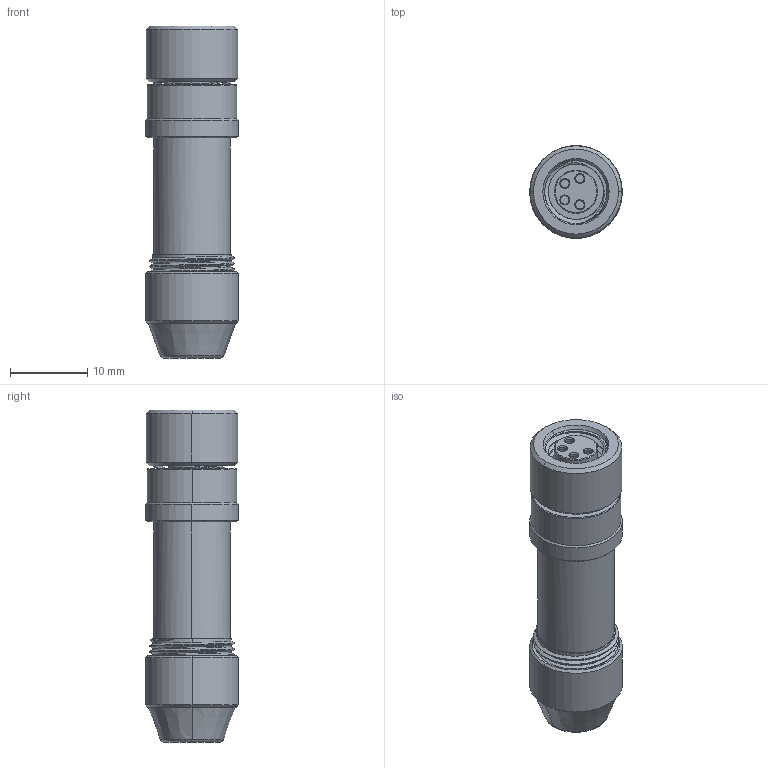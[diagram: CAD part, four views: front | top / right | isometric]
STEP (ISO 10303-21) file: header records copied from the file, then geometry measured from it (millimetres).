
FILE_DESCRIPTION((''),'2;1');
FILE_NAME('3D_1620044232001_M8-FST04-T-D5-','2024-01-16T',('12524'),(''),'PRO/ENGINEER BY PARAMETRIC TECHNOLOGY CORPORATION, 2012480','PRO/ENGINEER BY PARAMETRIC TECHNOLOGY CORPORATION, 2012480','');
FILE_SCHEMA(('CONFIG_CONTROL_DESIGN'));
Length unit declared in the file: millimetre
Products named in the file (1): 3D_1620044232001_M8-FST04-T-D5-
Bounding box: 12 x 12 x 43 mm (x, y, z)
Volume: 3847.6 mm3; surface area: 2228.6 mm2
Topology: 1 solids, 2 shells, 142 faces, 377 edges, 253 vertices
Faces by surface type: cone 40, cylinder 40, bspline 35, plane 22, torus 4, extrusion 1
Entity records: 8983 total; most frequent: CARTESIAN_POINT 5552, ORIENTED_EDGE 754, DIRECTION 634, EDGE_CURVE 377, AXIS2_PLACEMENT_3D 267, VERTEX_POINT 253, EDGE_LOOP 168, CIRCLE 161
